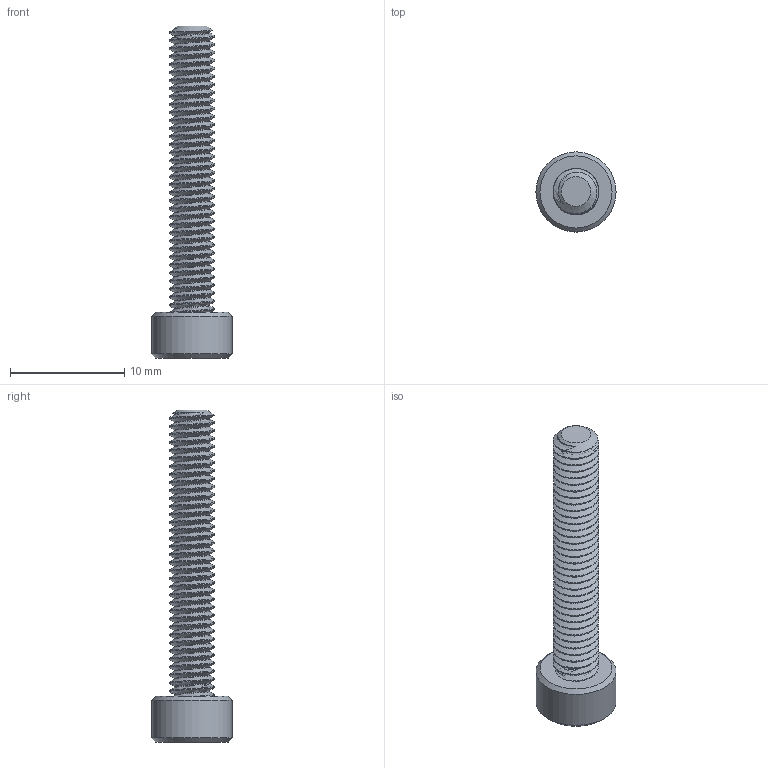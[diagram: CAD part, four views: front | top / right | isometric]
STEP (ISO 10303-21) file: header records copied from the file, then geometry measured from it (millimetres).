
FILE_DESCRIPTION(/* description */ ('','CAx-IF Rec.Pracs.---Representation and Presentation of Product Manufacturing Information (PMI)---4.0---2014-10-13'),/* implementation_level */ '2;1');
FILE_NAME(/* name */ 'OSSM - Base - PitClamp Mini_Hardware - OSSM - Base - PitClamp Mini_M4 x 25 Cap Head Screw_step.stp',/* time_stamp */ '2025-01-20T19:51:06-05:00',/* author */ (''),/* organization */ (''),/* preprocessor_version */ 'ST-DEVELOPER v20',/* originating_system */ 'Autodesk Translation Framework v13.20.0.188',/* authorisation */ '');
FILE_SCHEMA (('AP242_MANAGED_MODEL_BASED_3D_ENGINEERING_MIM_LF { 1 0 10303 442 1 1 4 }'));
Length unit declared in the file: millimetre
Products named in the file (1): 91292A122_18-8 Stainless Steel Socket Head Screw
Bounding box: 7 x 7 x 29 mm (x, y, z)
Volume: 381.5 mm3; surface area: 660.3 mm2
Topology: 1 solids, 1 shells, 94 faces, 259 edges, 169 vertices
Faces by surface type: cylinder 73, plane 10, cone 9, bspline 2
Full cylindrical faces by diameter (mm): 3.091 x34, 4 x34, 7 x1
Entity records: 9529 total; most frequent: CARTESIAN_POINT 7416, ORIENTED_EDGE 518, DIRECTION 304, EDGE_CURVE 259, VERTEX_POINT 169, B_SPLINE_CURVE_WITH_KNOTS 151, AXIS2_PLACEMENT_3D 109, EDGE_LOOP 96
